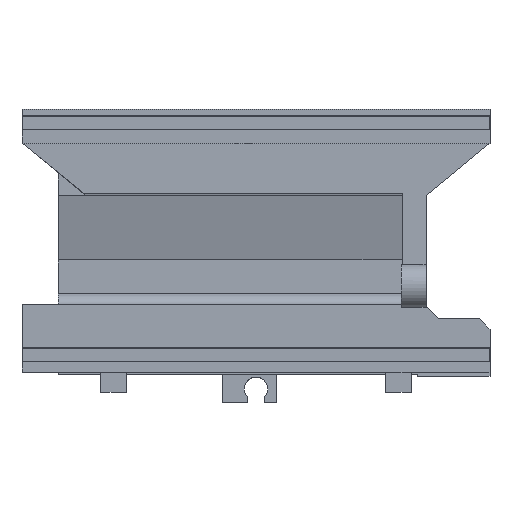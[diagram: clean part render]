
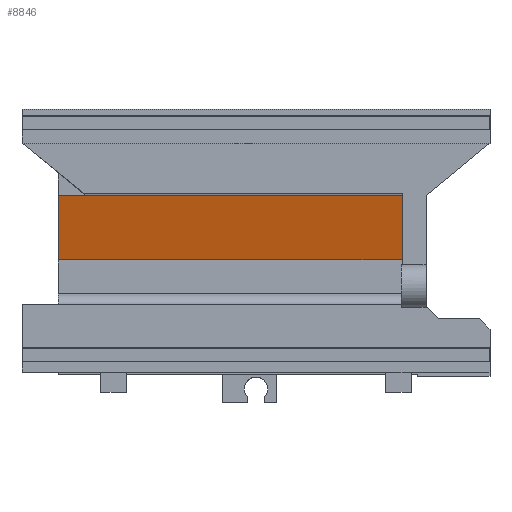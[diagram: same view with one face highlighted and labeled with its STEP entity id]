
A CAD part, front view. The second image highlights one B-rep face of the part: STEP entity #8846.
In plain terms, the highlighted planar face has unit normal (0, -0.967, -0.253).
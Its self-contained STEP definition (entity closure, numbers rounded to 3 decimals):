
#2854 = PLANE('',#2855);
#2855 = AXIS2_PLACEMENT_3D('',#2856,#2857,#2858);
#2856 = CARTESIAN_POINT('',(-552.1,1028.9,575.5));
#2857 = DIRECTION('',(0.,1.,0.));
#2858 = DIRECTION('',(0.,0.,1.));
#3034 = PLANE('',#3035);
#3035 = AXIS2_PLACEMENT_3D('',#3036,#3037,#3038);
#3036 = CARTESIAN_POINT('',(567.,974.,895.5));
#3037 = DIRECTION('',(-1.,0.,0.));
#3038 = DIRECTION('',(0.,0.,1.));
#4220 = VERTEX_POINT('',#4221);
#4221 = CARTESIAN_POINT('',(567.,973.9,895.487));
#4235 = PLANE('',#4236);
#4236 = AXIS2_PLACEMENT_3D('',#4237,#4238,#4239);
#4237 = CARTESIAN_POINT('',(-552.1,973.9,895.5));
#4238 = DIRECTION('',(0.,1.,0.));
#4239 = DIRECTION('',(0.,0.,1.));
#4247 = EDGE_CURVE('',#4248,#4220,#4250,.T.);
#4248 = VERTEX_POINT('',#4249);
#4249 = CARTESIAN_POINT('',(567.,1028.9,685.487));
#4250 = SURFACE_CURVE('',#4251,(#4255,#4262),.PCURVE_S1.);
#4251 = LINE('',#4252,#4253);
#4252 = CARTESIAN_POINT('',(567.,1028.903,685.475));
#4253 = VECTOR('',#4254,1.);
#4254 = DIRECTION('',(0.,-0.253,0.967));
#4255 = PCURVE('',#3034,#4256);
#4256 = DEFINITIONAL_REPRESENTATION('',(#4257),#4261);
#4257 = LINE('',#4258,#4259);
#4258 = CARTESIAN_POINT('',(-210.025,54.903));
#4259 = VECTOR('',#4260,1.);
#4260 = DIRECTION('',(0.967,-0.253));
#4261 = ( GEOMETRIC_REPRESENTATION_CONTEXT(2) 
PARAMETRIC_REPRESENTATION_CONTEXT() REPRESENTATION_CONTEXT('2D SPACE',''
  ) );
#4262 = PCURVE('',#4263,#4268);
#4263 = PLANE('',#4264);
#4264 = AXIS2_PLACEMENT_3D('',#4265,#4266,#4267);
#4265 = CARTESIAN_POINT('',(-552.1,1028.903,685.475));
#4266 = DIRECTION('',(0.,0.967,0.253));
#4267 = DIRECTION('',(0.,-0.253,0.967));
#4268 = DEFINITIONAL_REPRESENTATION('',(#4269),#4273);
#4269 = LINE('',#4270,#4271);
#4270 = CARTESIAN_POINT('',(0.,1119.1));
#4271 = VECTOR('',#4272,1.);
#4272 = DIRECTION('',(1.,0.));
#4273 = ( GEOMETRIC_REPRESENTATION_CONTEXT(2) 
PARAMETRIC_REPRESENTATION_CONTEXT() REPRESENTATION_CONTEXT('2D SPACE',''
  ) );
#4449 = PLANE('',#4450);
#4450 = AXIS2_PLACEMENT_3D('',#4451,#4452,#4453);
#4451 = CARTESIAN_POINT('',(-552.1,994.,575.5));
#4452 = DIRECTION('',(1.,0.,0.));
#4453 = DIRECTION('',(0.,0.,-1.));
#8846 = ADVANCED_FACE('',(#8847),#4263,.F.);
#8847 = FACE_BOUND('',#8848,.T.);
#8848 = EDGE_LOOP('',(#8849,#8872,#8873,#8896));
#8849 = ORIENTED_EDGE('',*,*,#8850,.T.);
#8850 = EDGE_CURVE('',#8851,#4248,#8853,.T.);
#8851 = VERTEX_POINT('',#8852);
#8852 = CARTESIAN_POINT('',(-552.1,1028.9,685.487));
#8853 = SURFACE_CURVE('',#8854,(#8858,#8865),.PCURVE_S1.);
#8854 = LINE('',#8855,#8856);
#8855 = CARTESIAN_POINT('',(-552.1,1028.9,685.487));
#8856 = VECTOR('',#8857,1.);
#8857 = DIRECTION('',(1.,0.,0.));
#8858 = PCURVE('',#4263,#8859);
#8859 = DEFINITIONAL_REPRESENTATION('',(#8860),#8864);
#8860 = LINE('',#8861,#8862);
#8861 = CARTESIAN_POINT('',(0.013,0.));
#8862 = VECTOR('',#8863,1.);
#8863 = DIRECTION('',(0.,1.));
#8864 = ( GEOMETRIC_REPRESENTATION_CONTEXT(2) 
PARAMETRIC_REPRESENTATION_CONTEXT() REPRESENTATION_CONTEXT('2D SPACE',''
  ) );
#8865 = PCURVE('',#2854,#8866);
#8866 = DEFINITIONAL_REPRESENTATION('',(#8867),#8871);
#8867 = LINE('',#8868,#8869);
#8868 = CARTESIAN_POINT('',(109.987,0.));
#8869 = VECTOR('',#8870,1.);
#8870 = DIRECTION('',(0.,1.));
#8871 = ( GEOMETRIC_REPRESENTATION_CONTEXT(2) 
PARAMETRIC_REPRESENTATION_CONTEXT() REPRESENTATION_CONTEXT('2D SPACE',''
  ) );
#8872 = ORIENTED_EDGE('',*,*,#4247,.T.);
#8873 = ORIENTED_EDGE('',*,*,#8874,.F.);
#8874 = EDGE_CURVE('',#8875,#4220,#8877,.T.);
#8875 = VERTEX_POINT('',#8876);
#8876 = CARTESIAN_POINT('',(-552.1,973.9,895.487));
#8877 = SURFACE_CURVE('',#8878,(#8882,#8889),.PCURVE_S1.);
#8878 = LINE('',#8879,#8880);
#8879 = CARTESIAN_POINT('',(-552.1,973.9,895.487));
#8880 = VECTOR('',#8881,1.);
#8881 = DIRECTION('',(1.,0.,0.));
#8882 = PCURVE('',#4263,#8883);
#8883 = DEFINITIONAL_REPRESENTATION('',(#8884),#8888);
#8884 = LINE('',#8885,#8886);
#8885 = CARTESIAN_POINT('',(217.096,0.));
#8886 = VECTOR('',#8887,1.);
#8887 = DIRECTION('',(0.,1.));
#8888 = ( GEOMETRIC_REPRESENTATION_CONTEXT(2) 
PARAMETRIC_REPRESENTATION_CONTEXT() REPRESENTATION_CONTEXT('2D SPACE',''
  ) );
#8889 = PCURVE('',#4235,#8890);
#8890 = DEFINITIONAL_REPRESENTATION('',(#8891),#8895);
#8891 = LINE('',#8892,#8893);
#8892 = CARTESIAN_POINT('',(-0.013,0.));
#8893 = VECTOR('',#8894,1.);
#8894 = DIRECTION('',(0.,1.));
#8895 = ( GEOMETRIC_REPRESENTATION_CONTEXT(2) 
PARAMETRIC_REPRESENTATION_CONTEXT() REPRESENTATION_CONTEXT('2D SPACE',''
  ) );
#8896 = ORIENTED_EDGE('',*,*,#8897,.F.);
#8897 = EDGE_CURVE('',#8851,#8875,#8898,.T.);
#8898 = SURFACE_CURVE('',#8899,(#8903,#8910),.PCURVE_S1.);
#8899 = LINE('',#8900,#8901);
#8900 = CARTESIAN_POINT('',(-552.1,1053.617,591.114));
#8901 = VECTOR('',#8902,1.);
#8902 = DIRECTION('',(0.,-0.253,0.967));
#8903 = PCURVE('',#4263,#8904);
#8904 = DEFINITIONAL_REPRESENTATION('',(#8905),#8909);
#8905 = LINE('',#8906,#8907);
#8906 = CARTESIAN_POINT('',(-97.543,0.));
#8907 = VECTOR('',#8908,1.);
#8908 = DIRECTION('',(1.,0.));
#8909 = ( GEOMETRIC_REPRESENTATION_CONTEXT(2) 
PARAMETRIC_REPRESENTATION_CONTEXT() REPRESENTATION_CONTEXT('2D SPACE',''
  ) );
#8910 = PCURVE('',#4449,#8911);
#8911 = DEFINITIONAL_REPRESENTATION('',(#8912),#8916);
#8912 = LINE('',#8913,#8914);
#8913 = CARTESIAN_POINT('',(-15.614,59.617));
#8914 = VECTOR('',#8915,1.);
#8915 = DIRECTION('',(-0.967,-0.253));
#8916 = ( GEOMETRIC_REPRESENTATION_CONTEXT(2) 
PARAMETRIC_REPRESENTATION_CONTEXT() REPRESENTATION_CONTEXT('2D SPACE',''
  ) );
